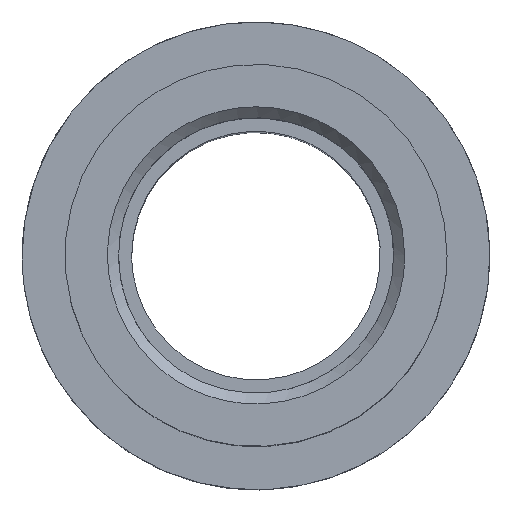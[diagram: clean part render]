
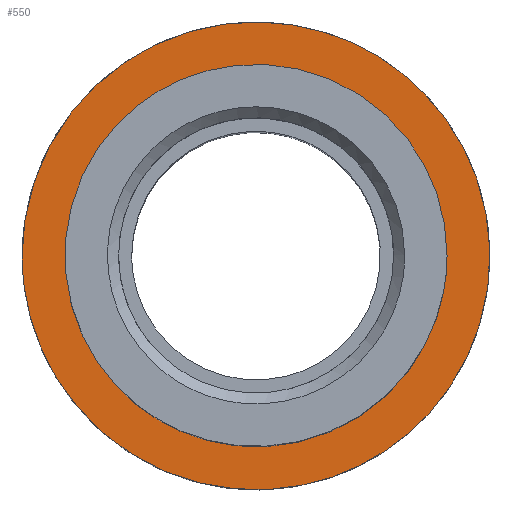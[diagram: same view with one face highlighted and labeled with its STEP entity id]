
A CAD part, top view. The second image highlights one B-rep face of the part: STEP entity #550.
In plain terms, the highlighted free-form (B-spline) face has degree [1, 1] with [2, 2] control points.
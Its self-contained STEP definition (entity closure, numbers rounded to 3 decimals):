
#550 = ADVANCED_FACE('',(#551,#565),#579,.T.);
#551 = FACE_BOUND('',#552,.T.);
#552 = EDGE_LOOP('',(#553));
#553 = ORIENTED_EDGE('',*,*,#554,.F.);
#554 = EDGE_CURVE('',#555,#555,#557,.T.);
#555 = VERTEX_POINT('',#556);
#556 = CARTESIAN_POINT('',(-7.164,0.,
    16.605));
#557 = ( BOUNDED_CURVE() B_SPLINE_CURVE(2,(#558,#559,#560,#561,#562,#563
,#564),.UNSPECIFIED.,.T.,.F.) B_SPLINE_CURVE_WITH_KNOTS((3,2,2,3),(
    3.142,5.236,7.33,9.425),
.PIECEWISE_BEZIER_KNOTS.) CURVE() GEOMETRIC_REPRESENTATION_ITEM() 
RATIONAL_B_SPLINE_CURVE((1.,0.5,1.,0.5,1.,0.5,1.)) REPRESENTATION_ITEM(
  '') );
#558 = CARTESIAN_POINT('',(-7.164,0.,
    16.605));
#559 = CARTESIAN_POINT('',(-7.164,12.409,
    16.605));
#560 = CARTESIAN_POINT('',(3.582,6.205,16.605
    ));
#561 = CARTESIAN_POINT('',(14.329,0.,
    16.605));
#562 = CARTESIAN_POINT('',(3.582,-6.205,
    16.605));
#563 = CARTESIAN_POINT('',(-7.164,-12.409,
    16.605));
#564 = CARTESIAN_POINT('',(-7.164,0.,
    16.605));
#565 = FACE_BOUND('',#566,.T.);
#566 = EDGE_LOOP('',(#567));
#567 = ORIENTED_EDGE('',*,*,#568,.F.);
#568 = EDGE_CURVE('',#569,#569,#571,.T.);
#569 = VERTEX_POINT('',#570);
#570 = CARTESIAN_POINT('',(5.851,0.,
    16.605));
#571 = ( BOUNDED_CURVE() B_SPLINE_CURVE(2,(#572,#573,#574,#575,#576,#577
,#578),.UNSPECIFIED.,.T.,.F.) B_SPLINE_CURVE_WITH_KNOTS((3,2,2,3),(
    3.142,5.236,7.33,9.425),
.PIECEWISE_BEZIER_KNOTS.) CURVE() GEOMETRIC_REPRESENTATION_ITEM() 
RATIONAL_B_SPLINE_CURVE((1.,0.5,1.,0.5,1.,0.5,1.)) REPRESENTATION_ITEM(
  '') );
#572 = CARTESIAN_POINT('',(5.851,0.,
    16.605));
#573 = CARTESIAN_POINT('',(5.851,10.135,
    16.605));
#574 = CARTESIAN_POINT('',(-2.926,5.067,
    16.605));
#575 = CARTESIAN_POINT('',(-11.703,0.,
    16.605));
#576 = CARTESIAN_POINT('',(-2.926,-5.067,
    16.605));
#577 = CARTESIAN_POINT('',(5.851,-10.135,
    16.605));
#578 = CARTESIAN_POINT('',(5.851,0.,
    16.605));
#579 = B_SPLINE_SURFACE_WITH_KNOTS('',1,1,(
    (#580,#581)
    ,(#582,#583
    )),.UNSPECIFIED.,.F.,.F.,.F.,(2,2),(2,2),(-8.5,8.5),(-8.5,8.5),
  .PIECEWISE_BEZIER_KNOTS.);
#580 = CARTESIAN_POINT('',(7.164,7.164,16.605
    ));
#581 = CARTESIAN_POINT('',(7.164,-7.164,
    16.605));
#582 = CARTESIAN_POINT('',(-7.164,7.164,
    16.605));
#583 = CARTESIAN_POINT('',(-7.164,-7.164,
    16.605));
